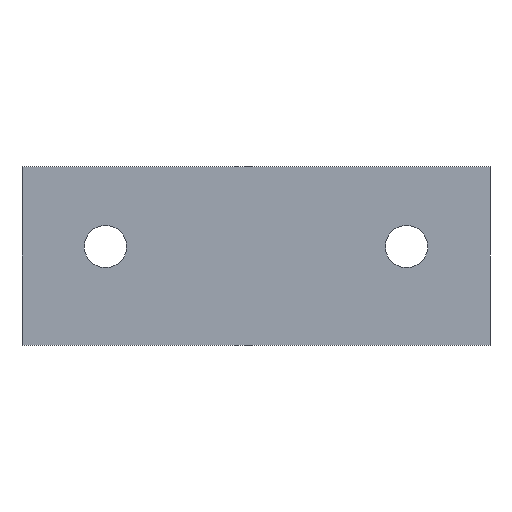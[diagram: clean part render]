
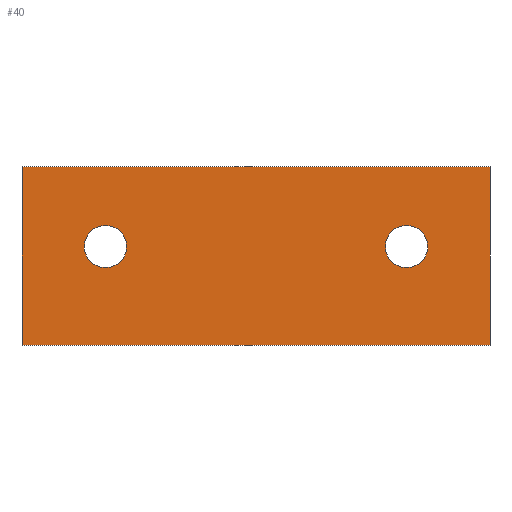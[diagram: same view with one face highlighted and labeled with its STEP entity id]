
A CAD part, front view. The second image highlights one B-rep face of the part: STEP entity #40.
In plain terms, the highlighted planar face has unit normal (0, -1, 0).
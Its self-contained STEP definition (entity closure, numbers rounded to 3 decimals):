
#40 = ADVANCED_FACE( '', ( #80, #81, #82 ), #83, .T. );
#80 = FACE_BOUND( '', #117, .T. );
#81 = FACE_BOUND( '', #118, .T. );
#82 = FACE_OUTER_BOUND( '', #119, .T. );
#83 = PLANE( '', #120 );
#117 = EDGE_LOOP( '', ( #165 ) );
#118 = EDGE_LOOP( '', ( #166 ) );
#119 = EDGE_LOOP( '', ( #167, #168, #169, #170 ) );
#120 = AXIS2_PLACEMENT_3D( '', #171, #172, #173 );
#165 = ORIENTED_EDGE( '', *, *, #213, .T. );
#166 = ORIENTED_EDGE( '', *, *, #211, .T. );
#167 = ORIENTED_EDGE( '', *, *, #208, .T. );
#168 = ORIENTED_EDGE( '', *, *, #214, .T. );
#169 = ORIENTED_EDGE( '', *, *, #215, .T. );
#170 = ORIENTED_EDGE( '', *, *, #197, .T. );
#171 = CARTESIAN_POINT( '', ( -49.75, 0., -19. ) );
#172 = DIRECTION( '', ( 0., -1., 0. ) );
#173 = DIRECTION( '', ( 0., 0., -1. ) );
#197 = EDGE_CURVE( '', #221, #222, #223, .T. );
#208 = EDGE_CURVE( '', #222, #240, #241, .T. );
#211 = EDGE_CURVE( '', #244, #244, #245, .T. );
#213 = EDGE_CURVE( '', #247, #247, #248, .T. );
#214 = EDGE_CURVE( '', #240, #249, #250, .T. );
#215 = EDGE_CURVE( '', #249, #221, #251, .T. );
#221 = VERTEX_POINT( '', #257 );
#222 = VERTEX_POINT( '', #258 );
#223 = LINE( '', #259, #260 );
#240 = VERTEX_POINT( '', #283 );
#241 = LINE( '', #284, #285 );
#244 = VERTEX_POINT( '', #289 );
#245 = CIRCLE( '', #290, 4.5 );
#247 = VERTEX_POINT( '', #292 );
#248 = CIRCLE( '', #293, 4.5 );
#249 = VERTEX_POINT( '', #294 );
#250 = LINE( '', #295, #296 );
#251 = LINE( '', #297, #298 );
#257 = CARTESIAN_POINT( '', ( 49.75, 0., 19. ) );
#258 = CARTESIAN_POINT( '', ( -49.75, 0., 19. ) );
#259 = CARTESIAN_POINT( '', ( 49.75, 0., 19. ) );
#260 = VECTOR( '', #304, 1000. );
#283 = CARTESIAN_POINT( '', ( -49.75, 0., -19. ) );
#284 = CARTESIAN_POINT( '', ( -49.75, 0., 19. ) );
#285 = VECTOR( '', #317, 1000. );
#289 = CARTESIAN_POINT( '', ( 32., 0., -2.5 ) );
#290 = AXIS2_PLACEMENT_3D( '', #319, #320, #321 );
#292 = CARTESIAN_POINT( '', ( -32., 0., -2.5 ) );
#293 = AXIS2_PLACEMENT_3D( '', #322, #323, #324 );
#294 = CARTESIAN_POINT( '', ( 49.75, 0., -19. ) );
#295 = CARTESIAN_POINT( '', ( -49.75, 0., -19. ) );
#296 = VECTOR( '', #325, 1000. );
#297 = CARTESIAN_POINT( '', ( 49.75, 0., -19. ) );
#298 = VECTOR( '', #326, 1000. );
#304 = DIRECTION( '', ( -1., 0., 0. ) );
#317 = DIRECTION( '', ( 0., 0., -1. ) );
#319 = CARTESIAN_POINT( '', ( 32., 0., 2. ) );
#320 = DIRECTION( '', ( 0., 1., 0. ) );
#321 = DIRECTION( '', ( 0., 0., -1. ) );
#322 = CARTESIAN_POINT( '', ( -32., 0., 2. ) );
#323 = DIRECTION( '', ( 0., 1., 0. ) );
#324 = DIRECTION( '', ( 0., 0., -1. ) );
#325 = DIRECTION( '', ( 1., 0., 0. ) );
#326 = DIRECTION( '', ( 0., 0., 1. ) );
